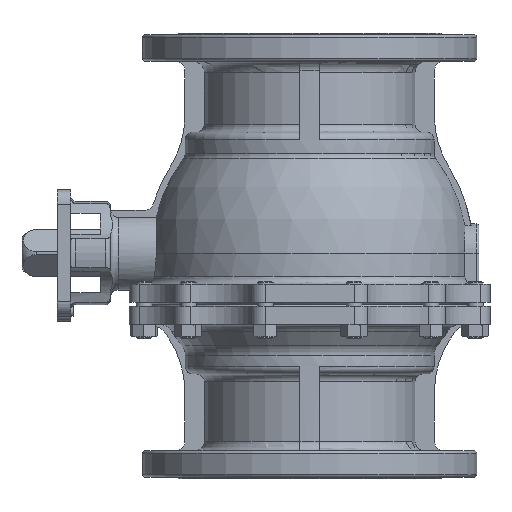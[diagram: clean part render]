
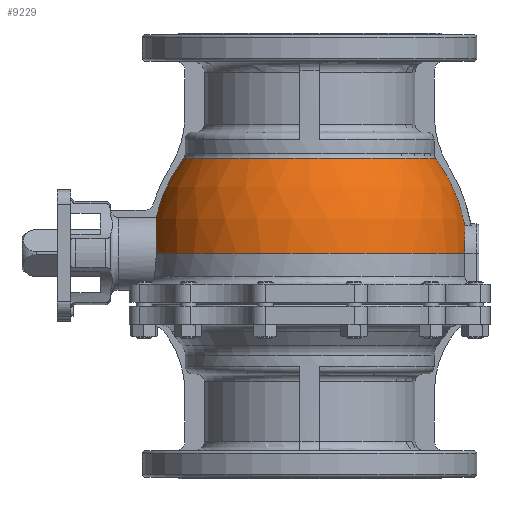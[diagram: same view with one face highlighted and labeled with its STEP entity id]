
A CAD part, left-side view. The second image highlights one B-rep face of the part: STEP entity #9229.
In plain terms, the highlighted spherical face has radius 162 mm.
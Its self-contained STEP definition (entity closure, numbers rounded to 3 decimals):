
#24=SPHERICAL_SURFACE('',#10342,162.);
#2861=ORIENTED_EDGE('',*,*,#5029,.F.);
#2862=ORIENTED_EDGE('',*,*,#5010,.T.);
#2863=ORIENTED_EDGE('',*,*,#5009,.T.);
#2864=ORIENTED_EDGE('',*,*,#5007,.T.);
#2865=ORIENTED_EDGE('',*,*,#5028,.T.);
#2866=ORIENTED_EDGE('',*,*,#5025,.T.);
#5007=EDGE_CURVE('',#6199,#6200,#6992,.T.);
#5009=EDGE_CURVE('',#6201,#6199,#6993,.F.);
#5010=EDGE_CURVE('',#6202,#6201,#6994,.T.);
#5025=EDGE_CURVE('',#6207,#6206,#6996,.T.);
#5028=EDGE_CURVE('',#6200,#6207,#6997,.F.);
#5029=EDGE_CURVE('',#6202,#6206,#6998,.T.);
#6199=VERTEX_POINT('',#15971);
#6200=VERTEX_POINT('',#15977);
#6201=VERTEX_POINT('',#15981);
#6202=VERTEX_POINT('',#15985);
#6206=VERTEX_POINT('',#16025);
#6207=VERTEX_POINT('',#16027);
#6992=CIRCLE('',#10324,129.6);
#6993=CIRCLE('',#10326,161.691);
#6994=CIRCLE('',#10328,30.);
#6996=CIRCLE('',#10338,38.);
#6997=CIRCLE('',#10341,161.691);
#6998=CIRCLE('',#10343,162.);
#7529=EDGE_LOOP('',(#2861,#2862,#2863,#2864,#2865,#2866));
#8373=FACE_BOUND('',#7529,.T.);
#9229=ADVANCED_FACE('',(#8373),#24,.T.);
#10324=AXIS2_PLACEMENT_3D('',#15978,#12462,#12463);
#10326=AXIS2_PLACEMENT_3D('',#15982,#12467,#12468);
#10328=AXIS2_PLACEMENT_3D('',#15984,#12471,#12472);
#10338=AXIS2_PLACEMENT_3D('',#16026,#12502,#12503);
#10341=AXIS2_PLACEMENT_3D('',#16037,#12509,#12510);
#10342=AXIS2_PLACEMENT_3D('',#16038,#12511,#12512);
#10343=AXIS2_PLACEMENT_3D('',#16039,#12513,#12514);
#12462=DIRECTION('',(0.,0.,-1.));
#12463=DIRECTION('',(0.,1.,0.));
#12467=DIRECTION('',(1.,0.,0.));
#12468=DIRECTION('',(0.,0.,-1.));
#12471=DIRECTION('',(0.,1.,0.));
#12472=DIRECTION('',(0.,0.,1.));
#12502=DIRECTION('',(0.,-1.,0.));
#12503=DIRECTION('',(0.,0.,-1.));
#12509=DIRECTION('',(1.,0.,0.));
#12510=DIRECTION('',(0.,0.,-1.));
#12511=DIRECTION('',(0.,0.,-1.));
#12512=DIRECTION('',(0.,1.,0.));
#12513=DIRECTION('',(0.,0.,-1.));
#12514=DIRECTION('',(-1.,0.,0.));
#15971=CARTESIAN_POINT('',(-10.,-129.214,97.2));
#15977=CARTESIAN_POINT('',(-10.,129.214,97.2));
#15978=CARTESIAN_POINT('',(0.,0.,97.2));
#15981=CARTESIAN_POINT('',(-10.,-159.198,28.284));
#15982=CARTESIAN_POINT('',(-10.,0.,0.));
#15984=CARTESIAN_POINT('',(0.,-159.198,0.));
#15985=CARTESIAN_POINT('',(-30.,-159.198,0.));
#16025=CARTESIAN_POINT('',(-38.,157.48,0.));
#16026=CARTESIAN_POINT('',(0.,157.48,0.));
#16027=CARTESIAN_POINT('',(-10.,157.48,36.661));
#16037=CARTESIAN_POINT('',(-10.,0.,0.));
#16038=CARTESIAN_POINT('',(0.,0.,0.));
#16039=CARTESIAN_POINT('',(0.,0.,0.));
